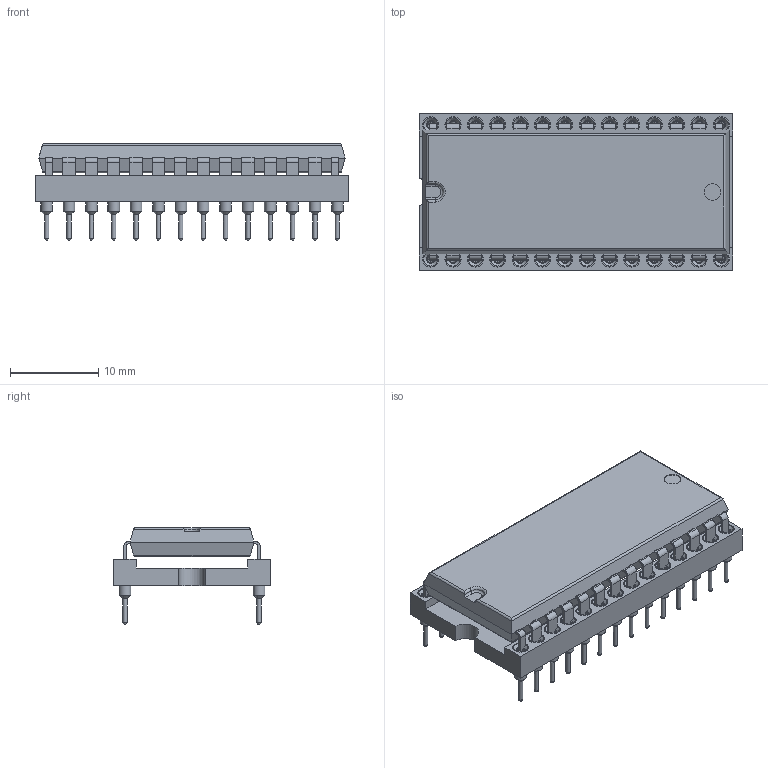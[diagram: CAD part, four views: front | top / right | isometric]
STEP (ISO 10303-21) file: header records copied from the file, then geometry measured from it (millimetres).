
FILE_DESCRIPTION(('STEP AP214'), '1');
FILE_NAME('DIP on SCxM', '', ('UNSPECIFIED'), ('UNSPECIFIED'), 'ASCON STEP Converter 1.6', 'ASCON Math Kernel', '');
FILE_SCHEMA(('AUTOMOTIVE_DESIGN { 1 0 10303 214 3 1 1}'));
Length unit declared in the file: millimetre
Products named in the file (3): SCLM; DIP
Assembly tree (2 placements, depth 2):
  (unnamed)
    SCLM
    DIP
Bounding box: 35.56 x 17.78 x 11 mm (x, y, z)
Volume: 2221.2 mm3; surface area: 4295.3 mm2
Topology: 86 solids, 86 shells, 1607 faces, 3725 edges, 2264 vertices
Faces by surface type: plane 944, cone 336, cylinder 297, sphere 28, torus 2
Full cylindrical faces by diameter (mm): 0.48 x28, 0.8 x28, 1 x56, 1.32 x56, 1.83 x56, 1.9 x1, 2.8 x2
Entity records: 60459 total; most frequent: CARTESIAN_POINT 12090, DIRECTION 7335, ORIENTED_EDGE 6604, EDGE_CURVE 3302, AXIS2_PLACEMENT_3D 2885, VERTEX_POINT 2208, EDGE_LOOP 2062, COLOUR_RGB 1693
